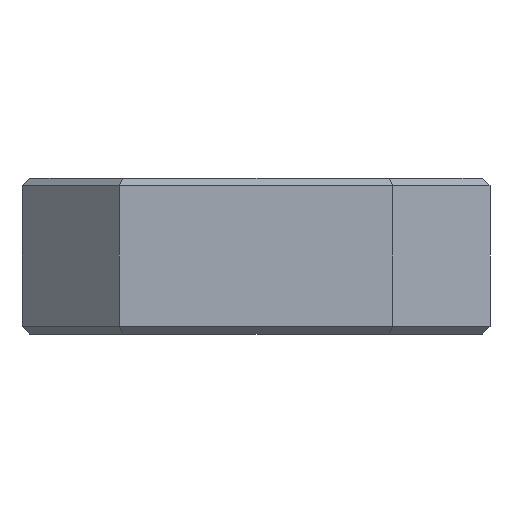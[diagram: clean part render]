
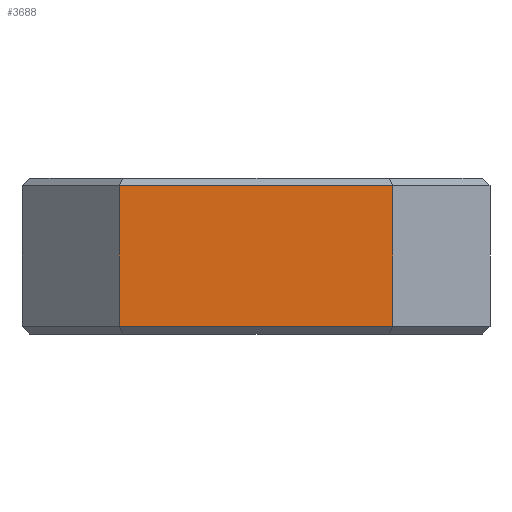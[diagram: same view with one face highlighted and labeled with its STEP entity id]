
A CAD part, left-side view. The second image highlights one B-rep face of the part: STEP entity #3688.
In plain terms, the highlighted planar face has unit normal (-1, 0, 0).
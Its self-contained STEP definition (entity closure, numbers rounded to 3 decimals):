
#324 = PLANE('',#325);
#325 = AXIS2_PLACEMENT_3D('',#326,#327,#328);
#326 = CARTESIAN_POINT('',(-11.8,-7.,0.2));
#327 = DIRECTION('',(-0.707,0.,-0.707));
#328 = DIRECTION('',(-0.,-1.,-0.));
#1794 = VERTEX_POINT('',#1795);
#1795 = CARTESIAN_POINT('',(-12.,7.,0.4));
#1832 = PLANE('',#1833);
#1833 = AXIS2_PLACEMENT_3D('',#1834,#1835,#1836);
#1834 = CARTESIAN_POINT('',(-9.5,9.5,0.));
#1835 = DIRECTION('',(0.707,-0.707,0.));
#1836 = DIRECTION('',(-0.,-0.,-1.));
#1924 = VERTEX_POINT('',#1925);
#1925 = CARTESIAN_POINT('',(-12.,-7.,0.4));
#1948 = EDGE_CURVE('',#1924,#1794,#1949,.T.);
#1949 = SURFACE_CURVE('',#1950,(#1954,#1961),.PCURVE_S1.);
#1950 = LINE('',#1951,#1952);
#1951 = CARTESIAN_POINT('',(-12.,-7.,0.4));
#1952 = VECTOR('',#1953,1.);
#1953 = DIRECTION('',(0.,1.,0.));
#1954 = PCURVE('',#324,#1955);
#1955 = DEFINITIONAL_REPRESENTATION('',(#1956),#1960);
#1956 = LINE('',#1957,#1958);
#1957 = CARTESIAN_POINT('',(-0.,0.283));
#1958 = VECTOR('',#1959,1.);
#1959 = DIRECTION('',(-1.,0.));
#1960 = ( GEOMETRIC_REPRESENTATION_CONTEXT(2) 
PARAMETRIC_REPRESENTATION_CONTEXT() REPRESENTATION_CONTEXT('2D SPACE',''
  ) );
#1961 = PCURVE('',#1962,#1967);
#1962 = PLANE('',#1963);
#1963 = AXIS2_PLACEMENT_3D('',#1964,#1965,#1966);
#1964 = CARTESIAN_POINT('',(-12.,-12.,0.));
#1965 = DIRECTION('',(1.,0.,0.));
#1966 = DIRECTION('',(0.,0.,1.));
#1967 = DEFINITIONAL_REPRESENTATION('',(#1968),#1972);
#1968 = LINE('',#1969,#1970);
#1969 = CARTESIAN_POINT('',(0.4,-5.));
#1970 = VECTOR('',#1971,1.);
#1971 = DIRECTION('',(0.,-1.));
#1972 = ( GEOMETRIC_REPRESENTATION_CONTEXT(2) 
PARAMETRIC_REPRESENTATION_CONTEXT() REPRESENTATION_CONTEXT('2D SPACE',''
  ) );
#2070 = PLANE('',#2071);
#2071 = AXIS2_PLACEMENT_3D('',#2072,#2073,#2074);
#2072 = CARTESIAN_POINT('',(-9.5,-9.5,0.));
#2073 = DIRECTION('',(-0.707,-0.707,0.));
#2074 = DIRECTION('',(-0.,-0.,-1.));
#3522 = EDGE_CURVE('',#1794,#3523,#3525,.T.);
#3523 = VERTEX_POINT('',#3524);
#3524 = CARTESIAN_POINT('',(-12.,7.,7.6));
#3525 = SURFACE_CURVE('',#3526,(#3530,#3537),.PCURVE_S1.);
#3526 = LINE('',#3527,#3528);
#3527 = CARTESIAN_POINT('',(-12.,7.,0.));
#3528 = VECTOR('',#3529,1.);
#3529 = DIRECTION('',(0.,0.,1.));
#3530 = PCURVE('',#1832,#3531);
#3531 = DEFINITIONAL_REPRESENTATION('',(#3532),#3536);
#3532 = LINE('',#3533,#3534);
#3533 = CARTESIAN_POINT('',(-0.,-3.536));
#3534 = VECTOR('',#3535,1.);
#3535 = DIRECTION('',(-1.,0.));
#3536 = ( GEOMETRIC_REPRESENTATION_CONTEXT(2) 
PARAMETRIC_REPRESENTATION_CONTEXT() REPRESENTATION_CONTEXT('2D SPACE',''
  ) );
#3537 = PCURVE('',#1962,#3538);
#3538 = DEFINITIONAL_REPRESENTATION('',(#3539),#3543);
#3539 = LINE('',#3540,#3541);
#3540 = CARTESIAN_POINT('',(0.,-19.));
#3541 = VECTOR('',#3542,1.);
#3542 = DIRECTION('',(1.,0.));
#3543 = ( GEOMETRIC_REPRESENTATION_CONTEXT(2) 
PARAMETRIC_REPRESENTATION_CONTEXT() REPRESENTATION_CONTEXT('2D SPACE',''
  ) );
#3688 = ADVANCED_FACE('',(#3689),#1962,.F.);
#3689 = FACE_BOUND('',#3690,.F.);
#3690 = EDGE_LOOP('',(#3691,#3714,#3715,#3716));
#3691 = ORIENTED_EDGE('',*,*,#3692,.F.);
#3692 = EDGE_CURVE('',#1924,#3693,#3695,.T.);
#3693 = VERTEX_POINT('',#3694);
#3694 = CARTESIAN_POINT('',(-12.,-7.,7.6));
#3695 = SURFACE_CURVE('',#3696,(#3700,#3707),.PCURVE_S1.);
#3696 = LINE('',#3697,#3698);
#3697 = CARTESIAN_POINT('',(-12.,-7.,0.));
#3698 = VECTOR('',#3699,1.);
#3699 = DIRECTION('',(0.,0.,1.));
#3700 = PCURVE('',#1962,#3701);
#3701 = DEFINITIONAL_REPRESENTATION('',(#3702),#3706);
#3702 = LINE('',#3703,#3704);
#3703 = CARTESIAN_POINT('',(0.,-5.));
#3704 = VECTOR('',#3705,1.);
#3705 = DIRECTION('',(1.,0.));
#3706 = ( GEOMETRIC_REPRESENTATION_CONTEXT(2) 
PARAMETRIC_REPRESENTATION_CONTEXT() REPRESENTATION_CONTEXT('2D SPACE',''
  ) );
#3707 = PCURVE('',#2070,#3708);
#3708 = DEFINITIONAL_REPRESENTATION('',(#3709),#3713);
#3709 = LINE('',#3710,#3711);
#3710 = CARTESIAN_POINT('',(-0.,-3.536));
#3711 = VECTOR('',#3712,1.);
#3712 = DIRECTION('',(-1.,0.));
#3713 = ( GEOMETRIC_REPRESENTATION_CONTEXT(2) 
PARAMETRIC_REPRESENTATION_CONTEXT() REPRESENTATION_CONTEXT('2D SPACE',''
  ) );
#3714 = ORIENTED_EDGE('',*,*,#1948,.T.);
#3715 = ORIENTED_EDGE('',*,*,#3522,.T.);
#3716 = ORIENTED_EDGE('',*,*,#3717,.F.);
#3717 = EDGE_CURVE('',#3693,#3523,#3718,.T.);
#3718 = SURFACE_CURVE('',#3719,(#3723,#3730),.PCURVE_S1.);
#3719 = LINE('',#3720,#3721);
#3720 = CARTESIAN_POINT('',(-12.,-7.,7.6));
#3721 = VECTOR('',#3722,1.);
#3722 = DIRECTION('',(0.,1.,0.));
#3723 = PCURVE('',#1962,#3724);
#3724 = DEFINITIONAL_REPRESENTATION('',(#3725),#3729);
#3725 = LINE('',#3726,#3727);
#3726 = CARTESIAN_POINT('',(7.6,-5.));
#3727 = VECTOR('',#3728,1.);
#3728 = DIRECTION('',(0.,-1.));
#3729 = ( GEOMETRIC_REPRESENTATION_CONTEXT(2) 
PARAMETRIC_REPRESENTATION_CONTEXT() REPRESENTATION_CONTEXT('2D SPACE',''
  ) );
#3730 = PCURVE('',#3731,#3736);
#3731 = PLANE('',#3732);
#3732 = AXIS2_PLACEMENT_3D('',#3733,#3734,#3735);
#3733 = CARTESIAN_POINT('',(-11.8,-7.,7.8));
#3734 = DIRECTION('',(0.707,0.,-0.707));
#3735 = DIRECTION('',(0.,1.,0.));
#3736 = DEFINITIONAL_REPRESENTATION('',(#3737),#3741);
#3737 = LINE('',#3738,#3739);
#3738 = CARTESIAN_POINT('',(0.,-0.283));
#3739 = VECTOR('',#3740,1.);
#3740 = DIRECTION('',(1.,0.));
#3741 = ( GEOMETRIC_REPRESENTATION_CONTEXT(2) 
PARAMETRIC_REPRESENTATION_CONTEXT() REPRESENTATION_CONTEXT('2D SPACE',''
  ) );
